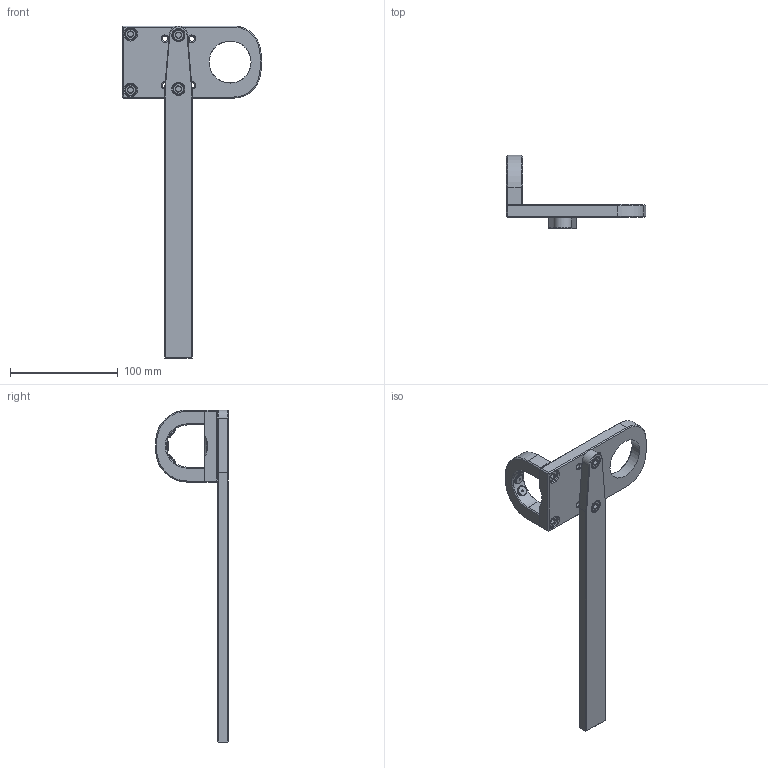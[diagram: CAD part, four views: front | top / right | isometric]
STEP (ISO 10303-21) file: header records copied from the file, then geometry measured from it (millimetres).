
FILE_DESCRIPTION((''),'2;1');
FILE_NAME('T50-3000064_ASM','2018-10-12T',('D0L91'),(''),'CREO PARAMETRIC BY PTC INC, 2016130','CREO PARAMETRIC BY PTC INC, 2016130','');
FILE_SCHEMA(('CONFIG_CONTROL_DESIGN'));
Length unit declared in the file: millimetre
Products named in the file (8): T50-1000074; T50-1000078; T50-1000066; T50-1000093; T50-1000098; T50-3000076_ASM; 542940-21; T50-3000064_ASM
Assembly tree (11 placements, depth 3):
  T50-3000064_ASM
    T50-1000074
    T50-1000078
    T50-3000076_ASM
      T50-1000066
      T50-1000093  x2
      T50-1000098
    542940-21  x4
Bounding box: 129.3 x 67.6 x 308.51 mm (x, y, z)
Volume: 175865.3 mm3; surface area: 55330.2 mm2
Topology: 10 solids, 10 shells, 562 faces, 1442 edges, 910 vertices
Faces by surface type: cylinder 324, cone 127, plane 103, bspline 8
Entity records: 14868 total; most frequent: CARTESIAN_POINT 8465, ORIENTED_EDGE 1306, DIRECTION 1272, EDGE_CURVE 653, AXIS2_PLACEMENT_3D 480, VERTEX_POINT 403, VECTOR 312, LINE 312
